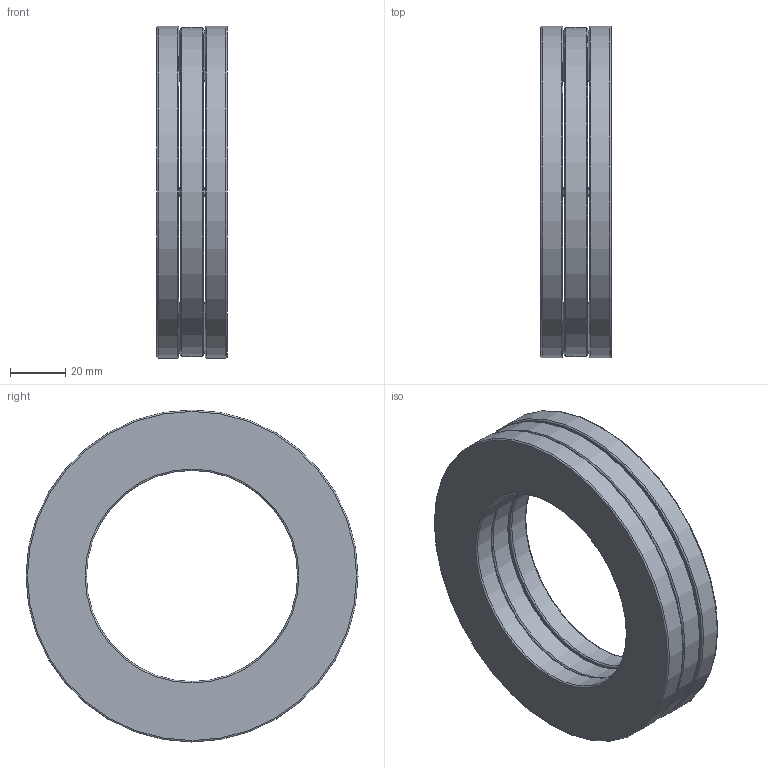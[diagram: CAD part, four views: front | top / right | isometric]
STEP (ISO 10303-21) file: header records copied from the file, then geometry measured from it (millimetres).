
FILE_DESCRIPTION (( 'STEP AP203' ), '1' );
FILE_NAME ('AE-43.step', '2016-12-19T14:09:15', ( '' ), ( '' ), 'SwSTEP 2.0', 'SolidWorks 2017', '' );
FILE_SCHEMA (( 'CONFIG_CONTROL_DESIGN' ));
Length unit declared in the file: inch
Products named in the file (1): AE-43
Bounding box: 25.4 x 119.86 x 119.86 mm (x, y, z)
Volume: 160229.8 mm3; surface area: 57026.9 mm2
Topology: 7 solids, 7 shells, 60 faces, 118 edges, 72 vertices
Faces by surface type: plane 30, torus 16, cylinder 10, cone 4
Full cylindrical faces by diameter (mm): 9.525 x4, 76.2 x2, 77.216 x1, 118.84 x1, 119.856 x2
Entity records: 1467 total; most frequent: DIRECTION 250, CARTESIAN_POINT 221, ORIENTED_EDGE 176, EDGE_LOOP 104, AXIS2_PLACEMENT_3D 101, EDGE_CURVE 88, FACE_OUTER_BOUND 86, VERTEX_POINT 72
